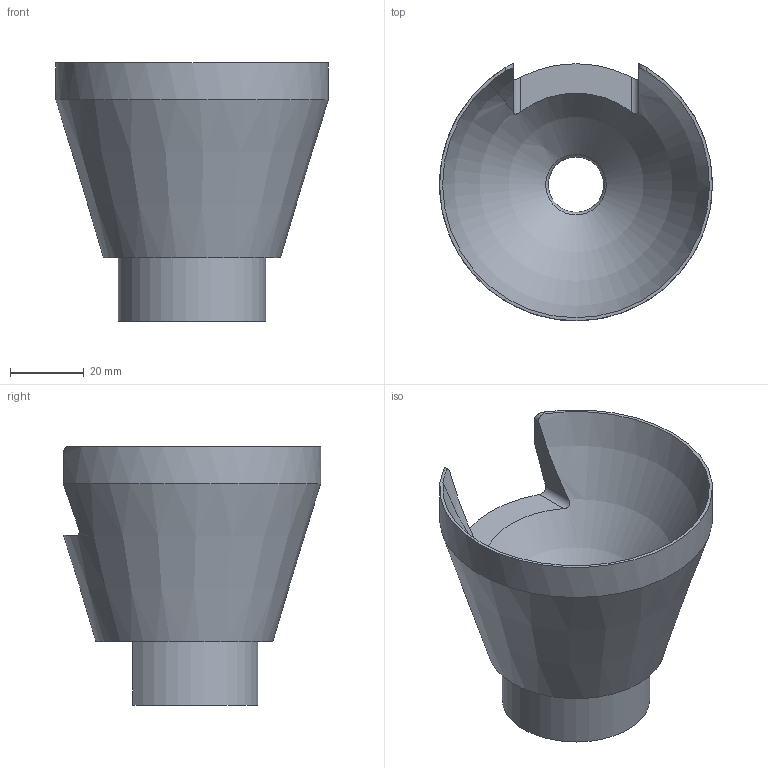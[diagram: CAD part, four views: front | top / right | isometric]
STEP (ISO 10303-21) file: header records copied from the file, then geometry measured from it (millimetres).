
FILE_DESCRIPTION(/* description */ (''),/* implementation_level */ '2;1');
FILE_NAME(/* name */ 'FD-18-0785-565_A-Entonnoir 2022 facile à fabriquer',/* time_stamp */ '2022-05-19T10:45:10+02:00',/* author */ ('SAM D'),/* organization */ ('MCPI'),/* preprocessor_version */ 'ST-DEVELOPER v16.7',/* originating_system */ 'DEX',/* authorisation */ $);
FILE_SCHEMA (('CONFIG_CONTROL_DESIGN'));
Length unit declared in the file: millimetre
Products named in the file (1): FD-18-0785-565-Entonnoir 2022 facile à fabriquer
Bounding box: 74 x 69.86 x 70 mm (x, y, z)
Volume: 87920 mm3; surface area: 22653.7 mm2
Topology: 1 solids, 1 shells, 19 faces, 51 edges, 34 vertices
Faces by surface type: cylinder 7, plane 7, torus 3, cone 2
Full cylindrical faces by diameter (mm): 15 x1
Entity records: 539 total; most frequent: CARTESIAN_POINT 136, ORIENTED_EDGE 74, DIRECTION 72, EDGE_CURVE 37, AXIS2_PLACEMENT_3D 29, VERTEX_POINT 26, EDGE_LOOP 23, FACE_BOUND 23
